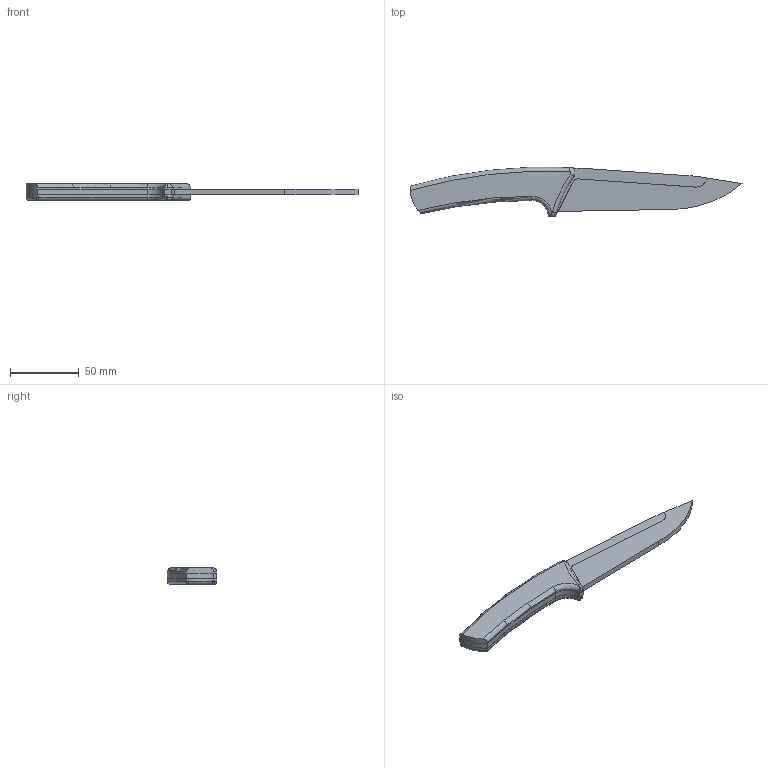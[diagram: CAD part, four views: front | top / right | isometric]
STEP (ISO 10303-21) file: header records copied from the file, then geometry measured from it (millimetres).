
FILE_DESCRIPTION(/* description */ (''),/* implementation_level */ '2;1');
FILE_NAME(/* name */ 'klinge.stp',/* time_stamp */ '2014-02-08T19:04:43+01:00',/* author */ ('P.Bönisch'),/* organization */ (''),/* preprocessor_version */ 'ST-DEVELOPER v15.2',/* originating_system */ 'Autodesk Inventor 2014',/* authorisation */ '');
FILE_SCHEMA (('AUTOMOTIVE_DESIGN { 1 0 10303 214 3 1 1 }'));
Length unit declared in the file: millimetre
Products named in the file (1): Bauteil1
Bounding box: 240.76 x 36.15 x 12 mm (x, y, z)
Volume: 44288.5 mm3; surface area: 27249 mm2
Topology: 4 solids, 4 shells, 63 faces, 159 edges, 118 vertices
Faces by surface type: cylinder 28, plane 19, torus 9, bspline 4, sphere 3
Entity records: 2027 total; most frequent: CARTESIAN_POINT 444, DIRECTION 361, ORIENTED_EDGE 290, AXIS2_PLACEMENT_3D 147, EDGE_CURVE 145, VERTEX_POINT 90, CIRCLE 86, LINE 67
